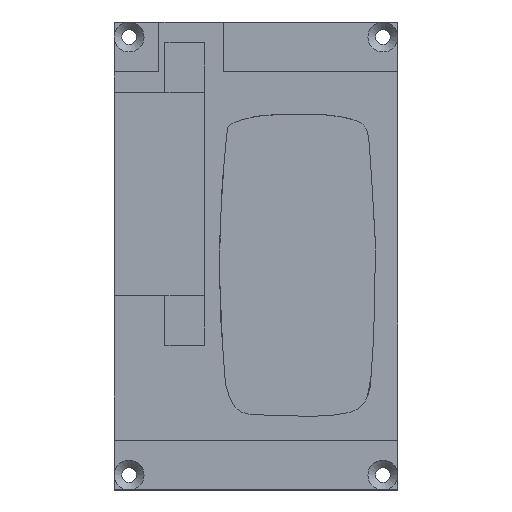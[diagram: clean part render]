
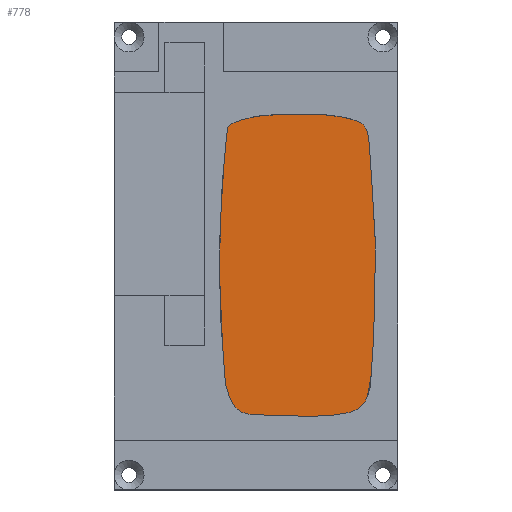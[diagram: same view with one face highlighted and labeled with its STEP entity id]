
A CAD part, top view. The second image highlights one B-rep face of the part: STEP entity #778.
In plain terms, the highlighted planar face has unit normal (0, 0, 1).
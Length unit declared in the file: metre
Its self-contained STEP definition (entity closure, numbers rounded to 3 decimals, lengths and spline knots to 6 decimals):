
#26=B_SPLINE_CURVE_WITH_KNOTS('',3,(#1350,#1351,#1352,#1353,#1354,#1355,
#1356,#1357,#1358,#1359,#1360,#1361,#1362,#1363,#1364,#1365,#1366,#1367,
#1368,#1369,#1370,#1371,#1372,#1373,#1374,#1375,#1376,#1377,#1378,#1379,
#1380,#1381,#1382,#1383,#1384,#1385,#1386,#1387),.UNSPECIFIED.,.T.,.F.,
(1,3,1,1,1,1,1,1,1,1,1,1,1,1,1,1,1,1,1,1,1,1,1,1,1,1,1,1,1,1,1,1,1,1,1,
1,3,1),(-0.043925,0.,0.037322,0.094207,0.119936,
0.140578,0.158799,0.178784,0.205219,
0.235792,0.265951,0.293695,0.320788,
0.342338,0.370771,0.39597,0.430872,
0.470055,0.509768,0.538129,0.586491,
0.620426,0.642136,0.654902,0.669424,
0.692229,0.718451,0.744187,0.767418,
0.794896,0.825976,0.849263,0.869019,
0.890804,0.920802,0.956075,1.,1.037322),
 .UNSPECIFIED.);
#144=ORIENTED_EDGE('',*,*,#326,.F.);
#326=EDGE_CURVE('',#417,#417,#26,.T.);
#417=VERTEX_POINT('',#1388);
#617=EDGE_LOOP('',(#144));
#687=FACE_BOUND('',#617,.T.);
#742=PLANE('',#846);
#778=ADVANCED_FACE('',(#687),#742,.T.);
#846=AXIS2_PLACEMENT_3D('',#1389,#996,#997);
#996=DIRECTION('',(0.,0.,1.));
#997=DIRECTION('',(1.,0.,0.));
#1350=CARTESIAN_POINT('',(0.015519,0.,-0.012));
#1351=CARTESIAN_POINT('',(0.015624,-0.002519,-0.012));
#1352=CARTESIAN_POINT('',(0.015728,-0.006808,-0.012));
#1353=CARTESIAN_POINT('',(0.014843,-0.024621,-0.012));
#1354=CARTESIAN_POINT('',(0.014613,-0.027987,-0.012));
#1355=CARTESIAN_POINT('',(0.013883,-0.030428,-0.012));
#1356=CARTESIAN_POINT('',(0.013017,-0.032047,-0.012));
#1357=CARTESIAN_POINT('',(0.011113,-0.033339,-0.012));
#1358=CARTESIAN_POINT('',(0.007387,-0.034039,-0.012));
#1359=CARTESIAN_POINT('',(0.002522,-0.034294,-0.012));
#1360=CARTESIAN_POINT('',(-0.002332,-0.03422,-0.012));
#1361=CARTESIAN_POINT('',(-0.006349,-0.034254,-0.012));
#1362=CARTESIAN_POINT('',(-0.010376,-0.033854,-0.012));
#1363=CARTESIAN_POINT('',(-0.01281,-0.032852,-0.012));
#1364=CARTESIAN_POINT('',(-0.01467,-0.028501,-0.012));
#1365=CARTESIAN_POINT('',(-0.014792,-0.025244,-0.012));
#1366=CARTESIAN_POINT('',(-0.015448,-0.018465,-0.012));
#1367=CARTESIAN_POINT('',(-0.015854,-0.010876,-0.012));
#1368=CARTESIAN_POINT('',(-0.015811,-0.001966,-0.012));
#1369=CARTESIAN_POINT('',(-0.015861,0.001948,-0.012));
#1370=CARTESIAN_POINT('',(-0.015237,0.014657,-0.012));
#1371=CARTESIAN_POINT('',(-0.014623,0.020345,-0.012));
#1372=CARTESIAN_POINT('',(-0.014307,0.023145,-0.012));
#1373=CARTESIAN_POINT('',(-0.014158,0.024142,-0.012));
#1374=CARTESIAN_POINT('',(-0.013067,0.024839,-0.012));
#1375=CARTESIAN_POINT('',(-0.010413,0.02571,-0.012));
#1376=CARTESIAN_POINT('',(-0.006924,0.026388,-0.012));
#1377=CARTESIAN_POINT('',(-0.003347,0.026367,-0.012));
#1378=CARTESIAN_POINT('',(-0.000422,0.026533,-0.012));
#1379=CARTESIAN_POINT('',(0.003563,0.026562,-0.012));
#1380=CARTESIAN_POINT('',(0.008644,0.026067,-0.012));
#1381=CARTESIAN_POINT('',(0.01143,0.025345,-0.012));
#1382=CARTESIAN_POINT('',(0.013516,0.024252,-0.012));
#1383=CARTESIAN_POINT('',(0.014283,0.021587,-0.012));
#1384=CARTESIAN_POINT('',(0.014444,0.016623,-0.012));
#1385=CARTESIAN_POINT('',(0.01501,0.01036,-0.012));
#1386=CARTESIAN_POINT('',(0.015394,0.002965,-0.012));
#1387=CARTESIAN_POINT('',(0.015519,0.,-0.012));
#1388=CARTESIAN_POINT('',(0.015519,0.,-0.012));
#1389=CARTESIAN_POINT('',(-0.000067,-0.003866,-0.012));
